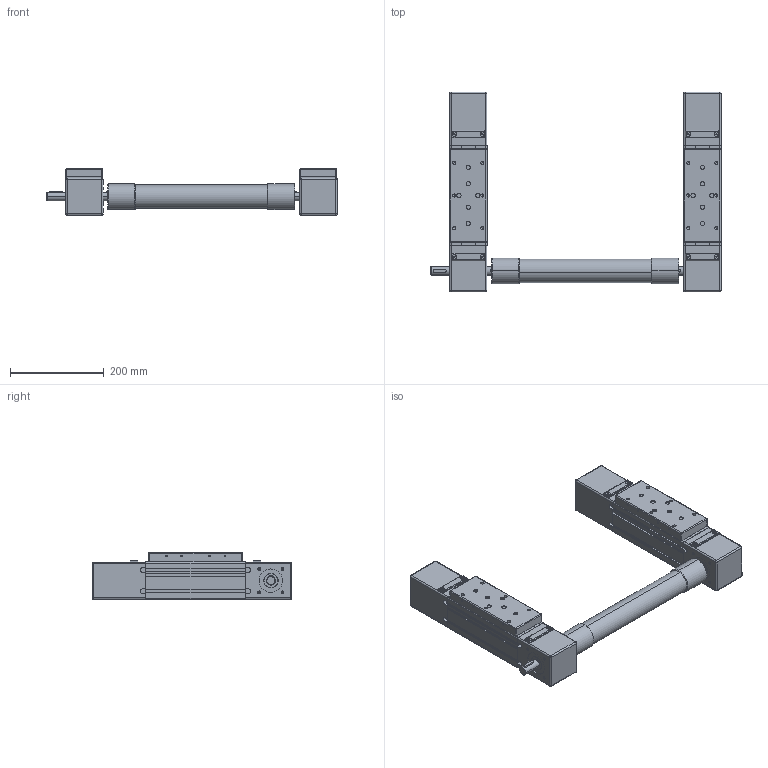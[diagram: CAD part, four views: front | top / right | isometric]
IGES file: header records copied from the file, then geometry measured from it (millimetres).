
Global section: file name: No Iges File Name specified; native system: Autodesk Inventor 2011; preprocessor: AutoDesk Inventor Iges Exporter R2011; author: Matej; date: 20110523.110931; units: millimetre
Bounding box: 620 x 427.01 x 100 mm (x, y, z)
Volume: 6595147.4 mm3; surface area: 656224.7 mm2
Topology: 11 solids, 29 shells, 1172 faces, 2906 edges, 1768 vertices
Faces by surface type: plane 402, bspline 274, revolution 232, cylinder 202, cone 38, sphere 24
